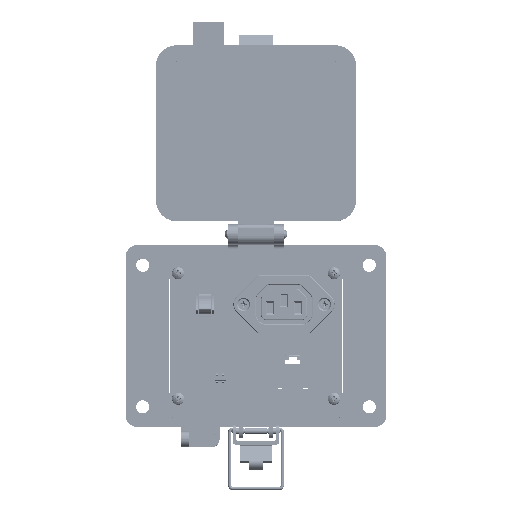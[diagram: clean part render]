
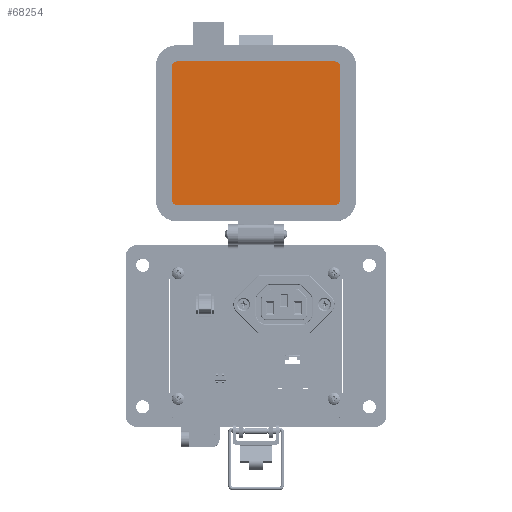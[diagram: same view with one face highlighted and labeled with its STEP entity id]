
A CAD part, top view. The second image highlights one B-rep face of the part: STEP entity #68254.
In plain terms, the highlighted planar face has unit normal (0, 0, 1).
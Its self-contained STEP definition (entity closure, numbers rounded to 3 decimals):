
#504 = CARTESIAN_POINT ( 'NONE',  ( 38.212, 126.389, 19.202 ) ) ;
#2261 = CIRCLE ( 'NONE', #64792, 2.299 ) ;
#4300 = VECTOR ( 'NONE', #5740, 1000. ) ;
#5258 = DIRECTION ( 'NONE',  ( 1., 0., 0. ) ) ;
#5356 = ORIENTED_EDGE ( 'NONE', *, *, #84753, .F. ) ;
#5740 = DIRECTION ( 'NONE',  ( 1., 0., 0. ) ) ;
#8687 = EDGE_CURVE ( 'NONE', #65567, #21790, #2261, .T. ) ;
#8705 = VERTEX_POINT ( 'NONE', #504 ) ;
#10551 = DIRECTION ( 'NONE',  ( -1., 0., 0. ) ) ;
#11365 = AXIS2_PLACEMENT_3D ( 'NONE', #44350, #51153, #10551 ) ;
#12410 = CIRCLE ( 'NONE', #14719, 2.299 ) ;
#13213 = FACE_OUTER_BOUND ( 'NONE', #67850, .T. ) ;
#13662 = DIRECTION ( 'NONE',  ( 0., -1., 0. ) ) ;
#14719 = AXIS2_PLACEMENT_3D ( 'NONE', #73311, #32624, #80182 ) ;
#15929 = DIRECTION ( 'NONE',  ( 0., 0., -1. ) ) ;
#16460 = ORIENTED_EDGE ( 'NONE', *, *, #38116, .F. ) ;
#19099 = DIRECTION ( 'NONE',  ( 0., -1., 0. ) ) ;
#20020 = LINE ( 'NONE', #67792, #53944 ) ;
#21790 = VERTEX_POINT ( 'NONE', #29956 ) ;
#22365 = CARTESIAN_POINT ( 'NONE',  ( -44.769, 93.196, 19.202 ) ) ;
#22460 = ORIENTED_EDGE ( 'NONE', *, *, #57581, .F. ) ;
#24551 = LINE ( 'NONE', #87144, #4300 ) ;
#25729 = VECTOR ( 'NONE', #19099, 1000. ) ;
#27598 = CIRCLE ( 'NONE', #74666, 2.299 ) ;
#29956 = CARTESIAN_POINT ( 'NONE',  ( 35.912, 57.705, 19.202 ) ) ;
#30788 = PLANE ( 'NONE',  #11365 ) ;
#32624 = DIRECTION ( 'NONE',  ( 0., 0., -1. ) ) ;
#32754 = CARTESIAN_POINT ( 'NONE',  ( 38.212, 93.196, 19.202 ) ) ;
#33026 = ORIENTED_EDGE ( 'NONE', *, *, #66980, .F. ) ;
#33844 = DIRECTION ( 'NONE',  ( 0., 0., -1. ) ) ;
#33868 = EDGE_CURVE ( 'NONE', #79135, #47204, #12410, .T. ) ;
#33943 = DIRECTION ( 'NONE',  ( -1., 0., 0. ) ) ;
#38036 = ORIENTED_EDGE ( 'NONE', *, *, #47691, .F. ) ;
#38116 = EDGE_CURVE ( 'NONE', #47204, #74318, #65994, .T. ) ;
#39480 = CARTESIAN_POINT ( 'NONE',  ( -44.769, 126.389, 19.202 ) ) ;
#39542 = ORIENTED_EDGE ( 'NONE', *, *, #8687, .F. ) ;
#41424 = ORIENTED_EDGE ( 'NONE', *, *, #33868, .F. ) ;
#44350 = CARTESIAN_POINT ( 'NONE',  ( 39.871, 130.108, 19.202 ) ) ;
#45941 = DIRECTION ( 'NONE',  ( 0., 0., -1. ) ) ;
#46929 = CARTESIAN_POINT ( 'NONE',  ( -42.469, 57.705, 19.202 ) ) ;
#47198 = CIRCLE ( 'NONE', #60778, 2.299 ) ;
#47204 = VERTEX_POINT ( 'NONE', #61041 ) ;
#47436 = CARTESIAN_POINT ( 'NONE',  ( 35.912, 60.004, 19.202 ) ) ;
#47691 = EDGE_CURVE ( 'NONE', #21790, #79135, #20020, .T. ) ;
#47884 = VECTOR ( 'NONE', #70156, 1000. ) ;
#51153 = DIRECTION ( 'NONE',  ( 0., 0., 1. ) ) ;
#53944 = VECTOR ( 'NONE', #33943, 1000. ) ;
#56586 = CARTESIAN_POINT ( 'NONE',  ( -42.469, 126.389, 19.202 ) ) ;
#57113 = CARTESIAN_POINT ( 'NONE',  ( 38.212, 60.004, 19.202 ) ) ;
#57581 = EDGE_CURVE ( 'NONE', #81371, #8705, #47198, .T. ) ;
#58312 = ORIENTED_EDGE ( 'NONE', *, *, #59284, .F. ) ;
#59284 = EDGE_CURVE ( 'NONE', #74318, #64251, #27598, .T. ) ;
#60778 = AXIS2_PLACEMENT_3D ( 'NONE', #86700, #45941, #5258 ) ;
#61041 = CARTESIAN_POINT ( 'NONE',  ( -44.769, 60.004, 19.202 ) ) ;
#62390 = CARTESIAN_POINT ( 'NONE',  ( -42.469, 128.688, 19.202 ) ) ;
#63421 = DIRECTION ( 'NONE',  ( 0., -1., 0. ) ) ;
#64251 = VERTEX_POINT ( 'NONE', #62390 ) ;
#64792 = AXIS2_PLACEMENT_3D ( 'NONE', #47436, #33844, #13662 ) ;
#65567 = VERTEX_POINT ( 'NONE', #57113 ) ;
#65994 = LINE ( 'NONE', #22365, #47884 ) ;
#66980 = EDGE_CURVE ( 'NONE', #64251, #81371, #24551, .T. ) ;
#67792 = CARTESIAN_POINT ( 'NONE',  ( -3.279, 57.705, 19.202 ) ) ;
#67850 = EDGE_LOOP ( 'NONE', ( #39542, #5356, #22460, #33026, #58312, #16460, #41424, #38036 ) ) ;
#68254 = ADVANCED_FACE ( 'NONE', ( #13213 ), #30788, .T. ) ;
#70156 = DIRECTION ( 'NONE',  ( 0., 1., 0. ) ) ;
#73311 = CARTESIAN_POINT ( 'NONE',  ( -42.469, 60.004, 19.202 ) ) ;
#74318 = VERTEX_POINT ( 'NONE', #39480 ) ;
#74666 = AXIS2_PLACEMENT_3D ( 'NONE', #56586, #15929, #63421 ) ;
#77814 = LINE ( 'NONE', #32754, #25729 ) ;
#79135 = VERTEX_POINT ( 'NONE', #46929 ) ;
#80182 = DIRECTION ( 'NONE',  ( 1., 0., 0. ) ) ;
#81371 = VERTEX_POINT ( 'NONE', #82458 ) ;
#82458 = CARTESIAN_POINT ( 'NONE',  ( 35.912, 128.688, 19.202 ) ) ;
#84753 = EDGE_CURVE ( 'NONE', #8705, #65567, #77814, .T. ) ;
#86700 = CARTESIAN_POINT ( 'NONE',  ( 35.912, 126.389, 19.202 ) ) ;
#87144 = CARTESIAN_POINT ( 'NONE',  ( -3.279, 128.688, 19.202 ) ) ;
